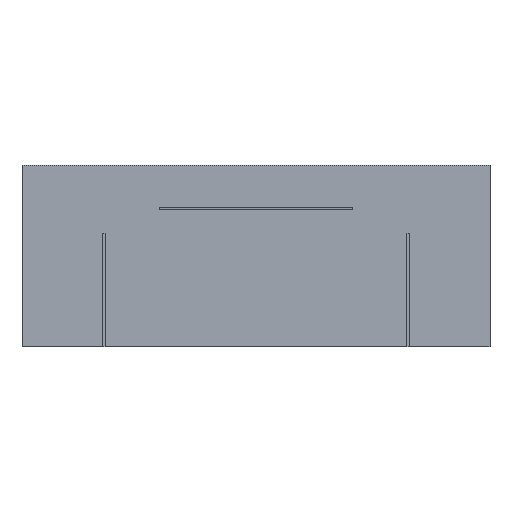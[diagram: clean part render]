
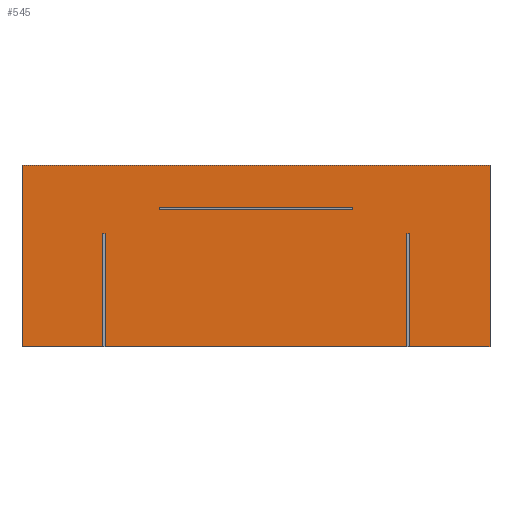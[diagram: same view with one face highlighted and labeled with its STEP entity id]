
A CAD part, top view. The second image highlights one B-rep face of the part: STEP entity #545.
In plain terms, the highlighted planar face has unit normal (0, 0, 1).
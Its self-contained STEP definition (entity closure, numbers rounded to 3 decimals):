
#5 = VECTOR ( 'NONE', #298, 1000. ) ;
#24 = VECTOR ( 'NONE', #272, 1000. ) ;
#32 = LINE ( 'NONE', #89, #565 ) ;
#34 = LINE ( 'NONE', #85, #24 ) ;
#40 = ORIENTED_EDGE ( 'NONE', *, *, #595, .F. ) ;
#42 = DIRECTION ( 'NONE',  ( -1., 0., 0. ) ) ;
#46 = ORIENTED_EDGE ( 'NONE', *, *, #145, .T. ) ;
#47 = CARTESIAN_POINT ( 'NONE',  ( -125.569, 40.29, 1.5 ) ) ;
#50 = DIRECTION ( 'NONE',  ( 0., 1., 0. ) ) ;
#52 = ORIENTED_EDGE ( 'NONE', *, *, #264, .T. ) ;
#54 = VERTEX_POINT ( 'NONE', #128 ) ;
#58 = CARTESIAN_POINT ( 'NONE',  ( -125.569, -29.71, 1.5 ) ) ;
#59 = VERTEX_POINT ( 'NONE', #483 ) ;
#68 = CARTESIAN_POINT ( 'NONE',  ( 61.431, -29.71, 1.5 ) ) ;
#76 = DIRECTION ( 'NONE',  ( 0., -1., 0. ) ) ;
#79 = LINE ( 'NONE', #258, #5 ) ;
#85 = CARTESIAN_POINT ( 'NONE',  ( -177.069, 82.79, 1.5 ) ) ;
#87 = PLANE ( 'NONE',  #215 ) ;
#89 = CARTESIAN_POINT ( 'NONE',  ( -92.069, 56.79, 1.5 ) ) ;
#91 = VECTOR ( 'NONE', #76, 1000. ) ;
#110 = CARTESIAN_POINT ( 'NONE',  ( 112.931, -29.71, 1.5 ) ) ;
#115 = EDGE_CURVE ( 'NONE', #333, #283, #504, .T. ) ;
#116 = EDGE_CURVE ( 'NONE', #151, #473, #34, .T. ) ;
#118 = CARTESIAN_POINT ( 'NONE',  ( 27.931, 56.79, 1.5 ) ) ;
#120 = ORIENTED_EDGE ( 'NONE', *, *, #503, .T. ) ;
#121 = CARTESIAN_POINT ( 'NONE',  ( -177.069, 82.79, 1.5 ) ) ;
#126 = VECTOR ( 'NONE', #42, 1000. ) ;
#128 = CARTESIAN_POINT ( 'NONE',  ( 62.931, 40.29, 1.5 ) ) ;
#134 = CARTESIAN_POINT ( 'NONE',  ( -125.569, -29.71, 1.5 ) ) ;
#140 = VECTOR ( 'NONE', #269, 1000. ) ;
#145 = EDGE_CURVE ( 'NONE', #333, #523, #553, .T. ) ;
#147 = VECTOR ( 'NONE', #211, 1000. ) ;
#151 = VERTEX_POINT ( 'NONE', #329 ) ;
#157 = LINE ( 'NONE', #533, #430 ) ;
#160 = CARTESIAN_POINT ( 'NONE',  ( 112.931, 82.79, 1.5 ) ) ;
#165 = VERTEX_POINT ( 'NONE', #280 ) ;
#169 = CARTESIAN_POINT ( 'NONE',  ( -177.069, -29.71, 1.5 ) ) ;
#179 = CARTESIAN_POINT ( 'NONE',  ( -127.069, -29.71, 1.5 ) ) ;
#183 = ORIENTED_EDGE ( 'NONE', *, *, #116, .F. ) ;
#189 = VERTEX_POINT ( 'NONE', #548 ) ;
#193 = DIRECTION ( 'NONE',  ( 1., 0., 0. ) ) ;
#196 = LINE ( 'NONE', #431, #305 ) ;
#199 = VECTOR ( 'NONE', #407, 1000. ) ;
#202 = ORIENTED_EDGE ( 'NONE', *, *, #300, .T. ) ;
#211 = DIRECTION ( 'NONE',  ( 0., -1., 0. ) ) ;
#214 = VERTEX_POINT ( 'NONE', #179 ) ;
#215 = AXIS2_PLACEMENT_3D ( 'NONE', #597, #412, #499 ) ;
#216 = LINE ( 'NONE', #360, #140 ) ;
#221 = VERTEX_POINT ( 'NONE', #557 ) ;
#227 = CARTESIAN_POINT ( 'NONE',  ( -125.569, 40.29, 1.5 ) ) ;
#228 = DIRECTION ( 'NONE',  ( 0., 1., 0. ) ) ;
#237 = VERTEX_POINT ( 'NONE', #421 ) ;
#240 = EDGE_LOOP ( 'NONE', ( #477, #429, #511, #183, #297, #120, #243, #288, #342, #46, #202, #40 ) ) ;
#243 = ORIENTED_EDGE ( 'NONE', *, *, #255, .T. ) ;
#244 = DIRECTION ( 'NONE',  ( 0., -1., 0. ) ) ;
#245 = DIRECTION ( 'NONE',  ( 1., 0., 0. ) ) ;
#246 = VECTOR ( 'NONE', #244, 1000. ) ;
#251 = VECTOR ( 'NONE', #50, 1000. ) ;
#255 = EDGE_CURVE ( 'NONE', #214, #59, #509, .T. ) ;
#256 = VERTEX_POINT ( 'NONE', #502 ) ;
#258 = CARTESIAN_POINT ( 'NONE',  ( 62.931, 40.29, 1.5 ) ) ;
#264 = EDGE_CURVE ( 'NONE', #416, #165, #32, .T. ) ;
#269 = DIRECTION ( 'NONE',  ( 0., -1., 0. ) ) ;
#272 = DIRECTION ( 'NONE',  ( 1., 0., 0. ) ) ;
#276 = EDGE_CURVE ( 'NONE', #283, #59, #465, .T. ) ;
#280 = CARTESIAN_POINT ( 'NONE',  ( 27.931, 56.79, 1.5 ) ) ;
#283 = VERTEX_POINT ( 'NONE', #227 ) ;
#284 = VECTOR ( 'NONE', #193, 1000. ) ;
#288 = ORIENTED_EDGE ( 'NONE', *, *, #276, .F. ) ;
#294 = VERTEX_POINT ( 'NONE', #387 ) ;
#297 = ORIENTED_EDGE ( 'NONE', *, *, #606, .T. ) ;
#298 = DIRECTION ( 'NONE',  ( -1., 0., 0. ) ) ;
#300 = EDGE_CURVE ( 'NONE', #523, #294, #572, .T. ) ;
#301 = VECTOR ( 'NONE', #375, 1000. ) ;
#305 = VECTOR ( 'NONE', #245, 1000. ) ;
#310 = LINE ( 'NONE', #169, #517 ) ;
#317 = EDGE_CURVE ( 'NONE', #256, #221, #522, .T. ) ;
#319 = EDGE_LOOP ( 'NONE', ( #479, #52, #596, #393 ) ) ;
#329 = CARTESIAN_POINT ( 'NONE',  ( -177.069, 82.79, 1.5 ) ) ;
#330 = EDGE_CURVE ( 'NONE', #189, #515, #196, .T. ) ;
#333 = VERTEX_POINT ( 'NONE', #58 ) ;
#342 = ORIENTED_EDGE ( 'NONE', *, *, #115, .F. ) ;
#360 = CARTESIAN_POINT ( 'NONE',  ( 112.931, 82.79, 1.5 ) ) ;
#375 = DIRECTION ( 'NONE',  ( 1., 0., 0. ) ) ;
#387 = CARTESIAN_POINT ( 'NONE',  ( 61.431, 40.29, 1.5 ) ) ;
#393 = ORIENTED_EDGE ( 'NONE', *, *, #317, .F. ) ;
#399 = VECTOR ( 'NONE', #228, 1000. ) ;
#407 = DIRECTION ( 'NONE',  ( 0., 1., 0. ) ) ;
#412 = DIRECTION ( 'NONE',  ( 0., 0., -1. ) ) ;
#416 = VERTEX_POINT ( 'NONE', #440 ) ;
#421 = CARTESIAN_POINT ( 'NONE',  ( -177.069, -29.71, 1.5 ) ) ;
#427 = EDGE_CURVE ( 'NONE', #165, #221, #591, .T. ) ;
#429 = ORIENTED_EDGE ( 'NONE', *, *, #330, .T. ) ;
#430 = VECTOR ( 'NONE', #447, 1000. ) ;
#431 = CARTESIAN_POINT ( 'NONE',  ( -177.069, -29.71, 1.5 ) ) ;
#436 = CARTESIAN_POINT ( 'NONE',  ( -92.069, 56.79, 1.5 ) ) ;
#440 = CARTESIAN_POINT ( 'NONE',  ( -92.069, 56.79, 1.5 ) ) ;
#447 = DIRECTION ( 'NONE',  ( 0., 1., 0. ) ) ;
#450 = FACE_OUTER_BOUND ( 'NONE', #240, .T. ) ;
#458 = FACE_BOUND ( 'NONE', #319, .T. ) ;
#465 = LINE ( 'NONE', #47, #126 ) ;
#471 = CARTESIAN_POINT ( 'NONE',  ( -92.069, 55.29, 1.5 ) ) ;
#472 = EDGE_CURVE ( 'NONE', #416, #256, #497, .T. ) ;
#473 = VERTEX_POINT ( 'NONE', #160 ) ;
#476 = CARTESIAN_POINT ( 'NONE',  ( 61.431, -29.71, 1.5 ) ) ;
#477 = ORIENTED_EDGE ( 'NONE', *, *, #486, .F. ) ;
#479 = ORIENTED_EDGE ( 'NONE', *, *, #472, .F. ) ;
#483 = CARTESIAN_POINT ( 'NONE',  ( -127.069, 40.29, 1.5 ) ) ;
#486 = EDGE_CURVE ( 'NONE', #189, #54, #157, .T. ) ;
#497 = LINE ( 'NONE', #436, #91 ) ;
#499 = DIRECTION ( 'NONE',  ( -1., 0., 0. ) ) ;
#502 = CARTESIAN_POINT ( 'NONE',  ( -92.069, 55.29, 1.5 ) ) ;
#503 = EDGE_CURVE ( 'NONE', #237, #214, #310, .T. ) ;
#504 = LINE ( 'NONE', #134, #399 ) ;
#509 = LINE ( 'NONE', #603, #199 ) ;
#511 = ORIENTED_EDGE ( 'NONE', *, *, #547, .F. ) ;
#512 = DIRECTION ( 'NONE',  ( 1., 0., 0. ) ) ;
#515 = VERTEX_POINT ( 'NONE', #110 ) ;
#517 = VECTOR ( 'NONE', #526, 1000. ) ;
#522 = LINE ( 'NONE', #471, #284 ) ;
#523 = VERTEX_POINT ( 'NONE', #68 ) ;
#526 = DIRECTION ( 'NONE',  ( 1., 0., 0. ) ) ;
#533 = CARTESIAN_POINT ( 'NONE',  ( 62.931, -29.71, 1.5 ) ) ;
#545 = ADVANCED_FACE ( 'NONE', ( #458, #450 ), #87, .F. ) ;
#547 = EDGE_CURVE ( 'NONE', #473, #515, #216, .T. ) ;
#548 = CARTESIAN_POINT ( 'NONE',  ( 62.931, -29.71, 1.5 ) ) ;
#553 = LINE ( 'NONE', #554, #301 ) ;
#554 = CARTESIAN_POINT ( 'NONE',  ( -177.069, -29.71, 1.5 ) ) ;
#557 = CARTESIAN_POINT ( 'NONE',  ( 27.931, 55.29, 1.5 ) ) ;
#565 = VECTOR ( 'NONE', #512, 1000. ) ;
#572 = LINE ( 'NONE', #476, #251 ) ;
#576 = LINE ( 'NONE', #121, #246 ) ;
#591 = LINE ( 'NONE', #118, #147 ) ;
#595 = EDGE_CURVE ( 'NONE', #54, #294, #79, .T. ) ;
#596 = ORIENTED_EDGE ( 'NONE', *, *, #427, .T. ) ;
#597 = CARTESIAN_POINT ( 'NONE',  ( 0., 0., 1.5 ) ) ;
#603 = CARTESIAN_POINT ( 'NONE',  ( -127.069, -29.71, 1.5 ) ) ;
#606 = EDGE_CURVE ( 'NONE', #151, #237, #576, .T. ) ;
